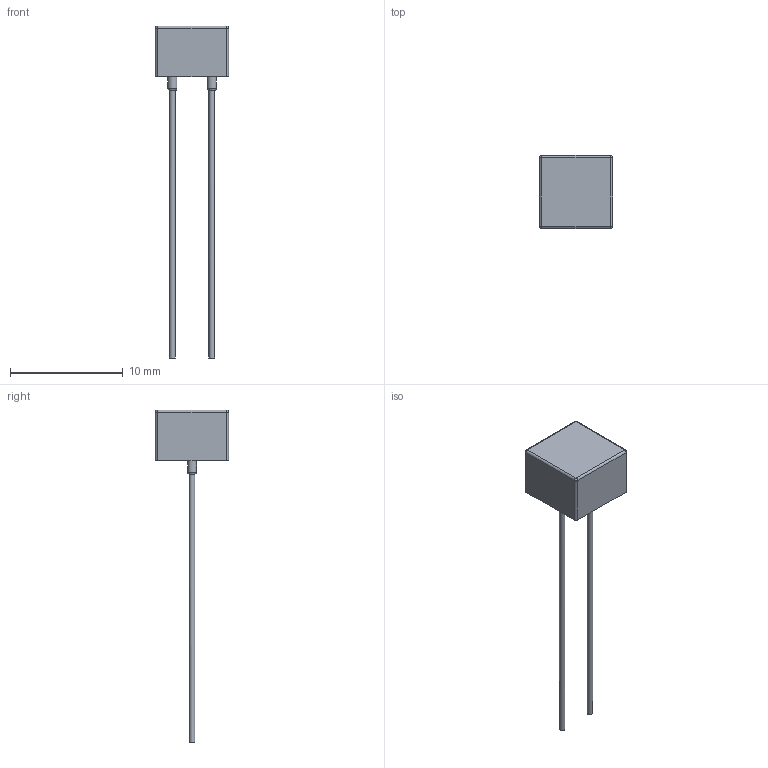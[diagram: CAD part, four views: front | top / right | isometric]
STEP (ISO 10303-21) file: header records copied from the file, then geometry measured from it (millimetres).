
FILE_DESCRIPTION(/* description */ (''),/* implementation_level */ '2;1');
FILE_NAME(/* name */ 'KM6A-M1500.stp',/* time_stamp */ '2023-12-19T19:06:13+02:00',/* author */ ('user'),/* organization */ (''),/* preprocessor_version */ 'ST-DEVELOPER v19.2',/* originating_system */ 'Autodesk Inventor 2024',/* authorisation */ '');
FILE_SCHEMA (('AUTOMOTIVE_DESIGN { 1 0 10303 214 3 1 1 }'));
Length unit declared in the file: millimetre
Products named in the file (1): KM6A-M1500
Bounding box: 6.5 x 6.5 x 29.5 mm (x, y, z)
Volume: 200.3 mm3; surface area: 278.1 mm2
Topology: 1 solids, 1 shells, 26 faces, 54 edges, 32 vertices
Faces by surface type: cylinder 12, plane 8, sphere 4, bspline 2
Full cylindrical faces by diameter (mm): 0.5 x2, 0.8 x2
Entity records: 839 total; most frequent: CARTESIAN_POINT 251, DIRECTION 118, ORIENTED_EDGE 108, EDGE_CURVE 54, AXIS2_PLACEMENT_3D 47, VERTEX_POINT 32, EDGE_LOOP 28, FACE_OUTER_BOUND 26
